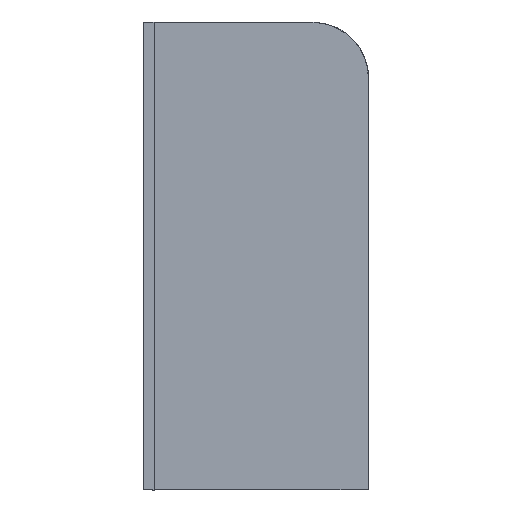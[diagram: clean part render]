
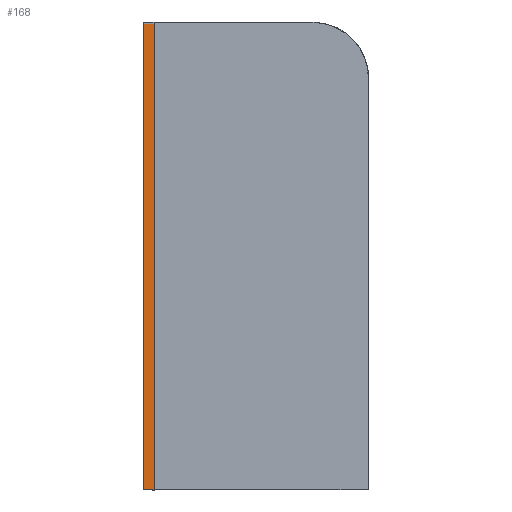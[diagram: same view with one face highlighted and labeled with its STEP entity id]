
A CAD part, front view. The second image highlights one B-rep face of the part: STEP entity #168.
In plain terms, the highlighted face is planar.
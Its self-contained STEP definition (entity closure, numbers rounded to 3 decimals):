
#168=ADVANCED_FACE('',(#403),#3894,.T.);
#403=FACE_OUTER_BOUND('',#644,.T.);
#644=EDGE_LOOP('',(#1198,#1199,#1200,#1201));
#1198=ORIENTED_EDGE('',*,*,#2338,.F.);
#1199=ORIENTED_EDGE('',*,*,#2224,.F.);
#1200=ORIENTED_EDGE('',*,*,#2337,.T.);
#1201=ORIENTED_EDGE('',*,*,#2256,.T.);
#2224=EDGE_CURVE('',#3523,#3524,#3009,.T.);
#2256=EDGE_CURVE('',#3583,#3582,#3041,.T.);
#2337=EDGE_CURVE('',#3523,#3583,#3112,.T.);
#2338=EDGE_CURVE('',#3524,#3582,#3113,.T.);
#3009=B_SPLINE_CURVE_WITH_KNOTS('',1,(#5478,#5479),.UNSPECIFIED.,.F.,.F.,
(2,2),(0.,47.5),.UNSPECIFIED.);
#3041=B_SPLINE_CURVE_WITH_KNOTS('',1,(#5542,#5543),.UNSPECIFIED.,.F.,.F.,
(2,2),(-47.5,0.),.UNSPECIFIED.);
#3112=B_SPLINE_CURVE_WITH_KNOTS('',1,(#5714,#5715),.UNSPECIFIED.,.F.,.F.,
(2,2),(-2100.,0.),.UNSPECIFIED.);
#3113=B_SPLINE_CURVE_WITH_KNOTS('',1,(#5716,#5717),.UNSPECIFIED.,.F.,.F.,
(2,2),(-2100.,0.),.UNSPECIFIED.);
#3523=VERTEX_POINT('',#4895);
#3524=VERTEX_POINT('',#4896);
#3582=VERTEX_POINT('',#4954);
#3583=VERTEX_POINT('',#4955);
#3894=PLANE('',#4272);
#4272=AXIS2_PLACEMENT_3D('',#4765,#4514,$);
#4514=DIRECTION('',(-1.,0.,0.));
#4765=CARTESIAN_POINT('',(-2728.292,731.481,-1260.));
#4895=CARTESIAN_POINT('',(-2728.292,783.731,1050.));
#4896=CARTESIAN_POINT('',(-2728.292,736.231,1050.));
#4954=CARTESIAN_POINT('',(-2728.292,736.231,-1050.));
#4955=CARTESIAN_POINT('',(-2728.292,783.731,-1050.));
#5478=CARTESIAN_POINT('',(-2728.292,783.731,1050.));
#5479=CARTESIAN_POINT('',(-2728.292,736.231,1050.));
#5542=CARTESIAN_POINT('',(-2728.292,783.731,-1050.));
#5543=CARTESIAN_POINT('',(-2728.292,736.231,-1050.));
#5714=CARTESIAN_POINT('',(-2728.292,783.731,1050.));
#5715=CARTESIAN_POINT('',(-2728.292,783.731,-1050.));
#5716=CARTESIAN_POINT('',(-2728.292,736.231,1050.));
#5717=CARTESIAN_POINT('',(-2728.292,736.231,-1050.));
